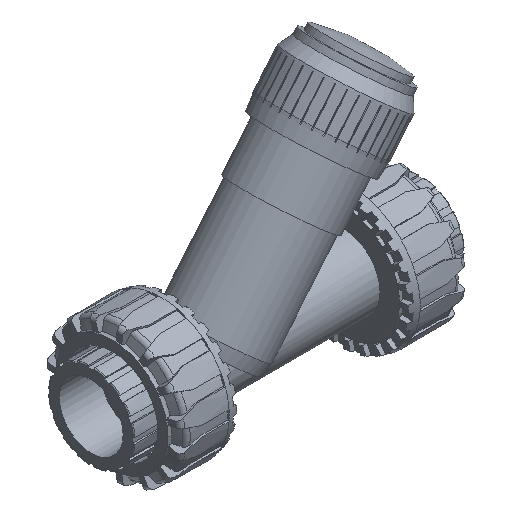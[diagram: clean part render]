
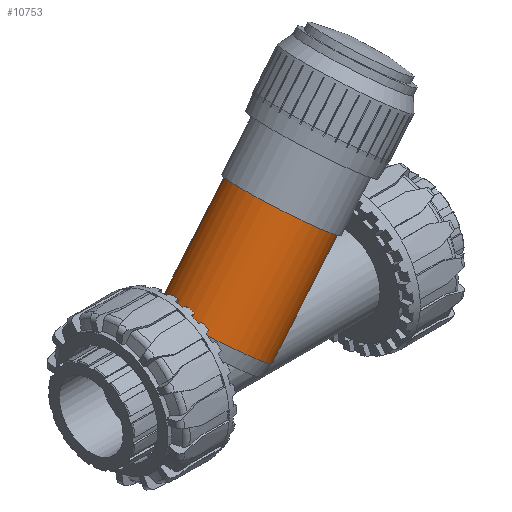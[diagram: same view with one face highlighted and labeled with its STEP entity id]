
A CAD part, isometric view. The second image highlights one B-rep face of the part: STEP entity #10753.
In plain terms, the highlighted cylindrical face has radius 28.323 mm (diameter 56.646 mm), a full revolution.
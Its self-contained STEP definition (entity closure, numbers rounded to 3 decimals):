
#178=FACE_BOUND($,#1570,.T.);
#204=B_SPLINE_CURVE_WITH_KNOTS($,3,(#16331,#16332,#16333,#16334,#16335,
#16336,#16337,#16338,#16339,#16340,#16341,#16342,#16343,#16344,#16345,#16346,
#16347,#16348,#16349,#16350),.UNSPECIFIED.,.F.,.F.,(4,2,2,2,2,2,2,2,2,4),
(-12.161,-11.693,-11.224,-10.287,
-9.478,-8.67,-7.951,-7.232,
-6.777,-6.587),.UNSPECIFIED.);
#209=B_SPLINE_CURVE_WITH_KNOTS($,3,(#16399,#16400,#16401,#16402,#16403,
#16404,#16405,#16406,#16407,#16408,#16409,#16410,#16411,#16412,#16413,#16414,
#16415,#16416,#16417,#16418,#16419),.UNSPECIFIED.,.F.,.F.,(4,2,3,2,2,2,
2,2,2,4),(16.443,16.633,17.089,17.807,
18.526,19.335,20.143,21.08,21.549,
22.017),.UNSPECIFIED.);
#274=CIRCLE($,#11358,28.323);
#284=CIRCLE($,#11381,28.323);
#806=CYLINDRICAL_SURFACE($,#11380,28.323);
#957=FACE_OUTER_BOUND($,#1569,.T.);
#1569=EDGE_LOOP($,(#6973));
#1570=EDGE_LOOP($,(#6974,#6975,#6976));
#4088=VERTEX_POINT($,#16299);
#4098=VERTEX_POINT($,#16329);
#4099=VERTEX_POINT($,#16330);
#4105=VERTEX_POINT($,#16390);
#5231=EDGE_CURVE($,#4088,#4088,#274,.T.);
#5241=EDGE_CURVE($,#4098,#4099,#204,.T.);
#5248=EDGE_CURVE($,#4105,#4098,#209,.T.);
#5249=EDGE_CURVE($,#4099,#4105,#284,.T.);
#6973=ORIENTED_EDGE($,*,*,#5231,.F.);
#6974=ORIENTED_EDGE($,*,*,#5248,.F.);
#6975=ORIENTED_EDGE($,*,*,#5249,.F.);
#6976=ORIENTED_EDGE($,*,*,#5241,.F.);
#10753=ADVANCED_FACE($,(#957,#178),#806,.T.);
#11358=AXIS2_PLACEMENT_3D($,#16300,#12712,#12713);
#11380=AXIS2_PLACEMENT_3D($,#16420,#12756,#12757);
#11381=AXIS2_PLACEMENT_3D($,#16421,#12758,#12759);
#12712=DIRECTION('center_axis',(0.643,0.,0.766));
#12713=DIRECTION('ref_axis',(-0.766,0.,0.643));
#12756=DIRECTION('center_axis',(-0.643,0.,-0.766));
#12757=DIRECTION('ref_axis',(-0.766,0.,0.643));
#12758=DIRECTION('center_axis',(-0.643,0.,-0.766));
#12759=DIRECTION('ref_axis',(-0.766,0.,0.643));
#16299=CARTESIAN_POINT('',(114.828,0.,37.03));
#16300=CARTESIAN_POINT('Origin',(93.131,0.,55.236));
#16329=CARTESIAN_POINT('',(103.055,0.,23.));
#16330=CARTESIAN_POINT('',(64.892,-22.323,-5.538));
#16331=CARTESIAN_POINT('Ctrl Pts',(103.055,0.,
23.));
#16332=CARTESIAN_POINT('Ctrl Pts',(103.055,-1.562,23.));
#16333=CARTESIAN_POINT('Ctrl Pts',(102.754,-3.054,22.842));
#16334=CARTESIAN_POINT('Ctrl Pts',(101.7,-5.871,22.284));
#16335=CARTESIAN_POINT('Ctrl Pts',(100.946,-7.195,21.885));
#16336=CARTESIAN_POINT('Ctrl Pts',(98.237,-10.873,20.438));
#16337=CARTESIAN_POINT('Ctrl Pts',(95.828,-12.926,19.136));
#16338=CARTESIAN_POINT('Ctrl Pts',(91.462,-15.909,16.706));
#16339=CARTESIAN_POINT('Ctrl Pts',(89.145,-17.184,15.39));
#16340=CARTESIAN_POINT('Ctrl Pts',(84.423,-19.334,12.583));
#16341=CARTESIAN_POINT('Ctrl Pts',(82.021,-20.213,11.091));
#16342=CARTESIAN_POINT('Ctrl Pts',(77.92,-21.477,8.351));
#16343=CARTESIAN_POINT('Ctrl Pts',(75.816,-22.016,6.863));
#16344=CARTESIAN_POINT('Ctrl Pts',(71.803,-22.777,3.609));
#16345=CARTESIAN_POINT('Ctrl Pts',(69.9,-23.,1.835));
#16346=CARTESIAN_POINT('Ctrl Pts',(67.384,-23.,-1.163));
#16347=CARTESIAN_POINT('Ctrl Pts',(66.474,-22.911,-2.446));
#16348=CARTESIAN_POINT('Ctrl Pts',(65.422,-22.588,-4.37));
#16349=CARTESIAN_POINT('Ctrl Pts',(65.141,-22.469,-4.95));
#16350=CARTESIAN_POINT('Ctrl Pts',(64.892,-22.323,-5.538));
#16390=CARTESIAN_POINT('',(64.892,22.323,-5.538));
#16399=CARTESIAN_POINT('Ctrl Pts',(64.892,22.323,-5.538));
#16400=CARTESIAN_POINT('Ctrl Pts',(65.141,22.469,-4.95));
#16401=CARTESIAN_POINT('Ctrl Pts',(65.422,22.588,-4.37));
#16402=CARTESIAN_POINT('Ctrl Pts',(66.474,22.911,-2.446));
#16403=CARTESIAN_POINT('Ctrl Pts',(67.384,23.,-1.163));
#16404=CARTESIAN_POINT('Ctrl Pts',(68.36,23.,0.));
#16405=CARTESIAN_POINT('Ctrl Pts',(69.9,23.,1.835));
#16406=CARTESIAN_POINT('Ctrl Pts',(71.803,22.777,3.609));
#16407=CARTESIAN_POINT('Ctrl Pts',(75.816,22.016,6.863));
#16408=CARTESIAN_POINT('Ctrl Pts',(77.92,21.477,8.351));
#16409=CARTESIAN_POINT('Ctrl Pts',(82.021,20.213,11.091));
#16410=CARTESIAN_POINT('Ctrl Pts',(84.423,19.334,12.583));
#16411=CARTESIAN_POINT('Ctrl Pts',(89.145,17.184,15.39));
#16412=CARTESIAN_POINT('Ctrl Pts',(91.462,15.909,16.706));
#16413=CARTESIAN_POINT('Ctrl Pts',(95.828,12.926,19.136));
#16414=CARTESIAN_POINT('Ctrl Pts',(98.237,10.873,20.438));
#16415=CARTESIAN_POINT('Ctrl Pts',(100.946,7.195,21.885));
#16416=CARTESIAN_POINT('Ctrl Pts',(101.7,5.871,22.284));
#16417=CARTESIAN_POINT('Ctrl Pts',(102.754,3.054,22.842));
#16418=CARTESIAN_POINT('Ctrl Pts',(103.055,1.562,23.));
#16419=CARTESIAN_POINT('Ctrl Pts',(103.055,0.,
23.));
#16420=CARTESIAN_POINT('Origin',(73.104,0.,31.369));
#16421=CARTESIAN_POINT('Origin',(51.538,0.,5.667));
